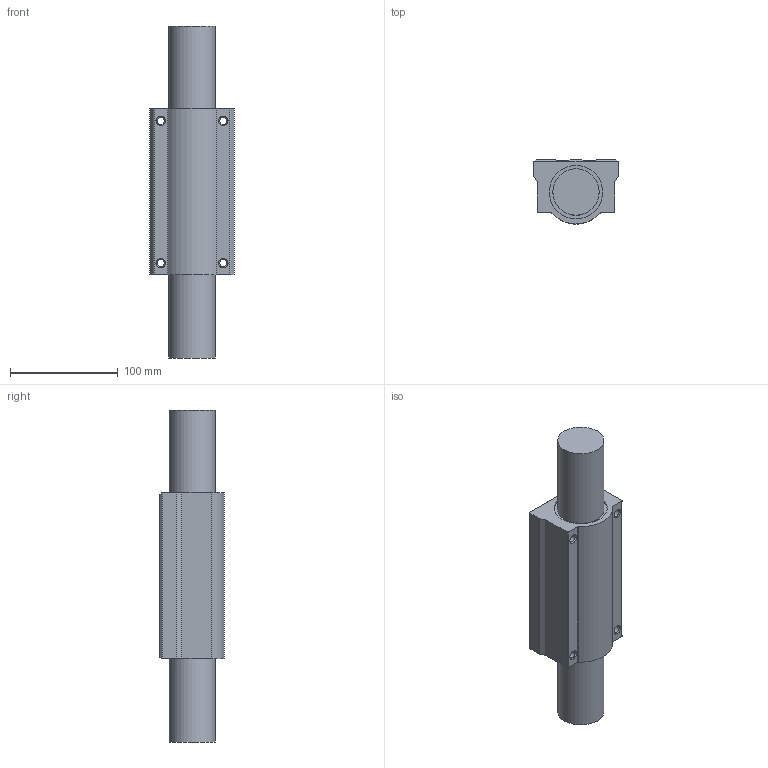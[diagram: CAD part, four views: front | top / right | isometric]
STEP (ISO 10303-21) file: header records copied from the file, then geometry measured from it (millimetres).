
FILE_DESCRIPTION((''),'2;1');
FILE_NAME('SCE30WUU.stp','2013-02-07T13:04:08',('user2'),(''),'Autodesk Inventor 2012','Autodesk Inventor 2012','');
FILE_SCHEMA(('AUTOMOTIVE_DESIGN { 1 0 10303 214 1 1 1 1 }'));
Length unit declared in the file: millimetre
Products named in the file (1): SCE30WUU
Bounding box: 78 x 59.5 x 308 mm (x, y, z)
Volume: 819310.5 mm3; surface area: 73064.1 mm2
Topology: 1 solids, 1 shells, 414 faces, 1164 edges, 773 vertices
Faces by surface type: bspline 282, plane 101, cylinder 19, cone 12
Full cylindrical faces by diameter (mm): 5.8 x1, 6.8 x4, 7.459 x4, 43 x2, 49.5 x2
Entity records: 14196 total; most frequent: CARTESIAN_POINT 5166, ORIENTED_EDGE 2264, EDGE_CURVE 1132, DIRECTION 876, VERTEX_POINT 766, VECTOR 524, LINE 524, EDGE_LOOP 468
